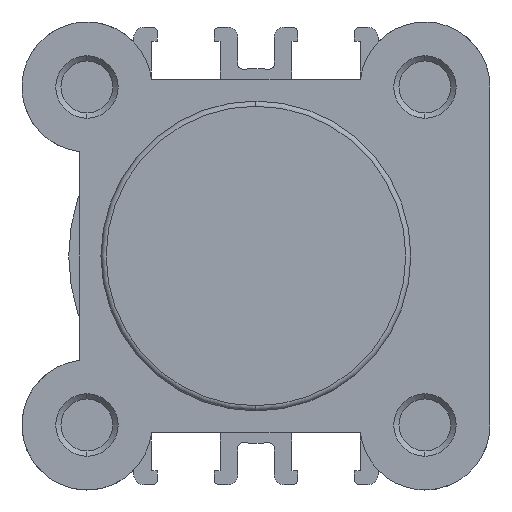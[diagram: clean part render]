
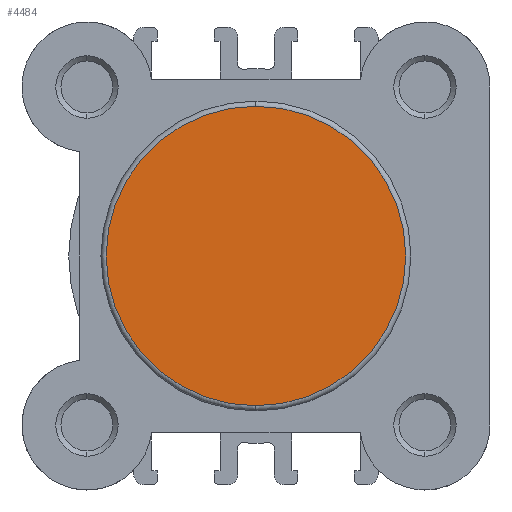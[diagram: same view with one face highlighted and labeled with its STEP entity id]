
A CAD part, left-side view. The second image highlights one B-rep face of the part: STEP entity #4484.
In plain terms, the highlighted planar face has unit normal (-1, 0, 0).
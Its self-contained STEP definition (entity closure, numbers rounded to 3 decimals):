
#431 = EDGE_LOOP ( 'NONE', ( #674, #673 ) ) ;
#673 = ORIENTED_EDGE ( 'NONE', *, *, #3833, .T. ) ;
#674 = ORIENTED_EDGE ( 'NONE', *, *, #3766, .T. ) ;
#1649 = CIRCLE ( 'NONE', #4219, 14.4 ) ;
#1743 = CIRCLE ( 'NONE', #4256, 14.4 ) ;
#2435 = CARTESIAN_POINT ( 'NONE',  ( 0., 0., 14.4 ) ) ;
#2436 = CARTESIAN_POINT ( 'NONE',  ( 0., 0., -14.4 ) ) ;
#3189 = CARTESIAN_POINT ( 'NONE',  ( 0., 0., 0. ) ) ;
#3190 = DIRECTION ( 'NONE',  ( -1., 0., 0. ) ) ;
#3191 = DIRECTION ( 'NONE',  ( 0., 0., 1. ) ) ;
#3364 = CARTESIAN_POINT ( 'NONE',  ( 0., 0., 0. ) ) ;
#3371 = DIRECTION ( 'NONE',  ( -1., 0., 0. ) ) ;
#3372 = DIRECTION ( 'NONE',  ( 0., 0., 1. ) ) ;
#3473 = VERTEX_POINT ( 'NONE', #2435 ) ;
#3474 = VERTEX_POINT ( 'NONE', #2436 ) ;
#3766 = EDGE_CURVE ( 'NONE', #3473, #3474, #1649, .T. ) ;
#3833 = EDGE_CURVE ( 'NONE', #3474, #3473, #1743, .T. ) ;
#4219 = AXIS2_PLACEMENT_3D ( 'NONE', #3189, #3190, #3191 ) ;
#4256 = AXIS2_PLACEMENT_3D ( 'NONE', #3364, #3371, #3372 ) ;
#4484 = ADVANCED_FACE ( 'NONE', ( #5615 ), #5873, .T. ) ;
#5615 = FACE_OUTER_BOUND ( 'NONE', #431, .T. ) ;
#5872 = CARTESIAN_POINT ( 'NONE',  ( 0., -14.9, 0. ) ) ;
#5873 = PLANE ( 'NONE',  #7702 ) ;
#5875 = DIRECTION ( 'NONE',  ( -1., 0., 0. ) ) ;
#5876 = DIRECTION ( 'NONE',  ( 0., 0., 1. ) ) ;
#7702 = AXIS2_PLACEMENT_3D ( 'NONE', #5872, #5875, #5876 ) ;
